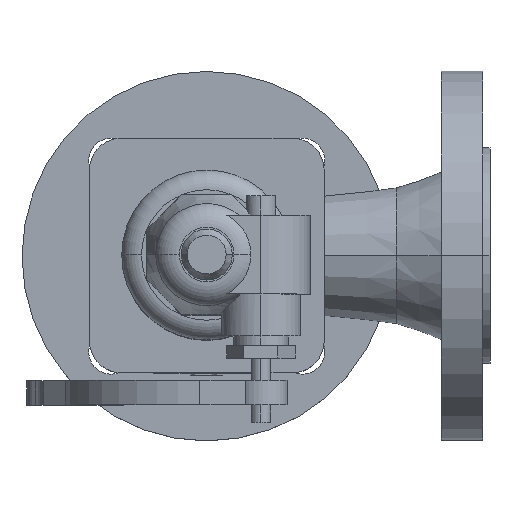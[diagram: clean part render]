
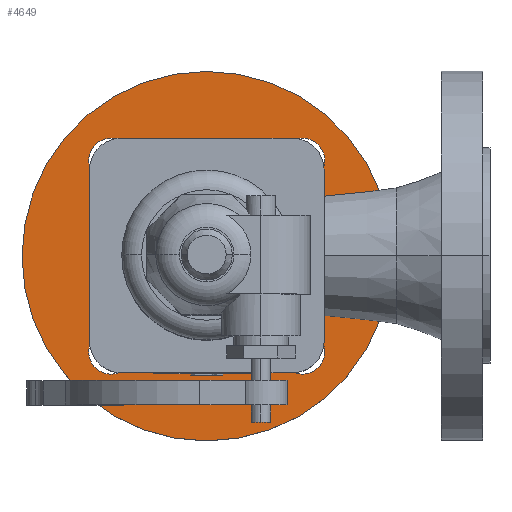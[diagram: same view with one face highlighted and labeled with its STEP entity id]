
A CAD part, top view. The second image highlights one B-rep face of the part: STEP entity #4649.
In plain terms, the highlighted planar face has unit normal (0, 0, 1).
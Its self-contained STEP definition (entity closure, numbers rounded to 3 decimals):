
#1925=CARTESIAN_POINT('',(75.,-0.,19.8));
#1926=VERTEX_POINT('',#1925);
#1927=CARTESIAN_POINT('',(-75.,0.,19.8));
#1928=VERTEX_POINT('',#1927);
#1929=CARTESIAN_POINT('',(0.,-0.,19.8));
#1930=DIRECTION('',(-0.,0.,-1.));
#1931=DIRECTION('',(-1.,0.,0.));
#1932=AXIS2_PLACEMENT_3D('',#1929,#1930,#1931);
#1933=CIRCLE('',#1932,75.);
#1934=EDGE_CURVE('',#1926,#1928,#1933,.T.);
#1978=CARTESIAN_POINT('',(34.,0.,19.8));
#1979=VERTEX_POINT('',#1978);
#1986=CARTESIAN_POINT('',(-34.,-0.,19.8));
#1987=VERTEX_POINT('',#1986);
#1988=CARTESIAN_POINT('',(0.,-0.,19.8));
#1989=DIRECTION('',(0.,0.,-1.));
#1990=DIRECTION('',(-1.,0.,0.));
#1991=AXIS2_PLACEMENT_3D('',#1988,#1989,#1990);
#1992=CIRCLE('',#1991,34.);
#1993=EDGE_CURVE('',#1987,#1979,#1992,.T.);
#3805=CARTESIAN_POINT('',(47.891,38.891,19.8));
#3806=VERTEX_POINT('',#3805);
#3807=CARTESIAN_POINT('',(29.891,38.891,19.8));
#3808=VERTEX_POINT('',#3807);
#3809=CARTESIAN_POINT('',(38.891,38.891,19.8));
#3810=DIRECTION('',(0.,0.,-1.));
#3811=DIRECTION('',(1.,0.,0.));
#3812=AXIS2_PLACEMENT_3D('',#3809,#3810,#3811);
#3813=CIRCLE('',#3812,9.);
#3814=EDGE_CURVE('',#3806,#3808,#3813,.T.);
#3847=CARTESIAN_POINT('',(29.891,-38.891,19.8));
#3848=VERTEX_POINT('',#3847);
#3849=CARTESIAN_POINT('',(47.891,-38.891,19.8));
#3850=VERTEX_POINT('',#3849);
#3851=CARTESIAN_POINT('',(38.891,-38.891,19.8));
#3852=DIRECTION('',(0.,0.,-1.));
#3853=DIRECTION('',(1.,0.,0.));
#3854=AXIS2_PLACEMENT_3D('',#3851,#3852,#3853);
#3855=CIRCLE('',#3854,9.);
#3856=EDGE_CURVE('',#3848,#3850,#3855,.T.);
#3889=CARTESIAN_POINT('',(-47.891,-38.891,19.8));
#3890=VERTEX_POINT('',#3889);
#3891=CARTESIAN_POINT('',(-29.891,-38.891,19.8));
#3892=VERTEX_POINT('',#3891);
#3893=CARTESIAN_POINT('',(-38.891,-38.891,19.8));
#3894=DIRECTION('',(0.,0.,-1.));
#3895=DIRECTION('',(1.,0.,0.));
#3896=AXIS2_PLACEMENT_3D('',#3893,#3894,#3895);
#3897=CIRCLE('',#3896,9.);
#3898=EDGE_CURVE('',#3890,#3892,#3897,.T.);
#3931=CARTESIAN_POINT('',(-47.891,38.891,19.8));
#3932=VERTEX_POINT('',#3931);
#3933=CARTESIAN_POINT('',(-29.891,38.891,19.8));
#3934=VERTEX_POINT('',#3933);
#3935=CARTESIAN_POINT('',(-38.891,38.891,19.8));
#3936=DIRECTION('',(0.,0.,-1.));
#3937=DIRECTION('',(1.,0.,0.));
#3938=AXIS2_PLACEMENT_3D('',#3935,#3936,#3937);
#3939=CIRCLE('',#3938,9.);
#3940=EDGE_CURVE('',#3932,#3934,#3939,.T.);
#4584=CARTESIAN_POINT('',(-54.5,0.,19.8));
#4585=DIRECTION('',(0.,-0.,1.));
#4586=DIRECTION('',(1.,-0.,-0.));
#4587=AXIS2_PLACEMENT_3D('',#4584,#4585,#4586);
#4588=PLANE('',#4587);
#4589=ORIENTED_EDGE('',*,*,#3940,.T.);
#4590=CARTESIAN_POINT('',(-38.891,38.891,19.8));
#4591=DIRECTION('',(0.,0.,-1.));
#4592=DIRECTION('',(1.,0.,0.));
#4593=AXIS2_PLACEMENT_3D('',#4590,#4591,#4592);
#4594=CIRCLE('',#4593,9.);
#4595=EDGE_CURVE('',#3934,#3932,#4594,.T.);
#4596=ORIENTED_EDGE('',*,*,#4595,.T.);
#4597=EDGE_LOOP('',(#4589,#4596));
#4598=FACE_BOUND('',#4597,.T.);
#4599=ORIENTED_EDGE('',*,*,#3898,.T.);
#4600=CARTESIAN_POINT('',(-38.891,-38.891,19.8));
#4601=DIRECTION('',(0.,0.,-1.));
#4602=DIRECTION('',(1.,0.,0.));
#4603=AXIS2_PLACEMENT_3D('',#4600,#4601,#4602);
#4604=CIRCLE('',#4603,9.);
#4605=EDGE_CURVE('',#3892,#3890,#4604,.T.);
#4606=ORIENTED_EDGE('',*,*,#4605,.T.);
#4607=EDGE_LOOP('',(#4599,#4606));
#4608=FACE_BOUND('',#4607,.T.);
#4609=ORIENTED_EDGE('',*,*,#3856,.T.);
#4610=CARTESIAN_POINT('',(38.891,-38.891,19.8));
#4611=DIRECTION('',(0.,0.,-1.));
#4612=DIRECTION('',(1.,0.,0.));
#4613=AXIS2_PLACEMENT_3D('',#4610,#4611,#4612);
#4614=CIRCLE('',#4613,9.);
#4615=EDGE_CURVE('',#3850,#3848,#4614,.T.);
#4616=ORIENTED_EDGE('',*,*,#4615,.T.);
#4617=EDGE_LOOP('',(#4609,#4616));
#4618=FACE_BOUND('',#4617,.T.);
#4619=ORIENTED_EDGE('',*,*,#3814,.T.);
#4620=CARTESIAN_POINT('',(38.891,38.891,19.8));
#4621=DIRECTION('',(0.,0.,-1.));
#4622=DIRECTION('',(1.,0.,0.));
#4623=AXIS2_PLACEMENT_3D('',#4620,#4621,#4622);
#4624=CIRCLE('',#4623,9.);
#4625=EDGE_CURVE('',#3808,#3806,#4624,.T.);
#4626=ORIENTED_EDGE('',*,*,#4625,.T.);
#4627=EDGE_LOOP('',(#4619,#4626));
#4628=FACE_BOUND('',#4627,.T.);
#4629=ORIENTED_EDGE('',*,*,#1993,.T.);
#4630=CARTESIAN_POINT('',(0.,-0.,19.8));
#4631=DIRECTION('',(0.,0.,-1.));
#4632=DIRECTION('',(-1.,0.,0.));
#4633=AXIS2_PLACEMENT_3D('',#4630,#4631,#4632);
#4634=CIRCLE('',#4633,34.);
#4635=EDGE_CURVE('',#1979,#1987,#4634,.T.);
#4636=ORIENTED_EDGE('',*,*,#4635,.T.);
#4637=EDGE_LOOP('',(#4629,#4636));
#4638=FACE_BOUND('',#4637,.T.);
#4639=ORIENTED_EDGE('',*,*,#1934,.F.);
#4640=CARTESIAN_POINT('',(0.,-0.,19.8));
#4641=DIRECTION('',(-0.,0.,-1.));
#4642=DIRECTION('',(-1.,0.,0.));
#4643=AXIS2_PLACEMENT_3D('',#4640,#4641,#4642);
#4644=CIRCLE('',#4643,75.);
#4645=EDGE_CURVE('',#1928,#1926,#4644,.T.);
#4646=ORIENTED_EDGE('',*,*,#4645,.F.);
#4647=EDGE_LOOP('',(#4639,#4646));
#4648=FACE_BOUND('',#4647,.T.);
#4649=ADVANCED_FACE('',(#4598,#4608,#4618,#4628,#4638,#4648),#4588,.T.);
